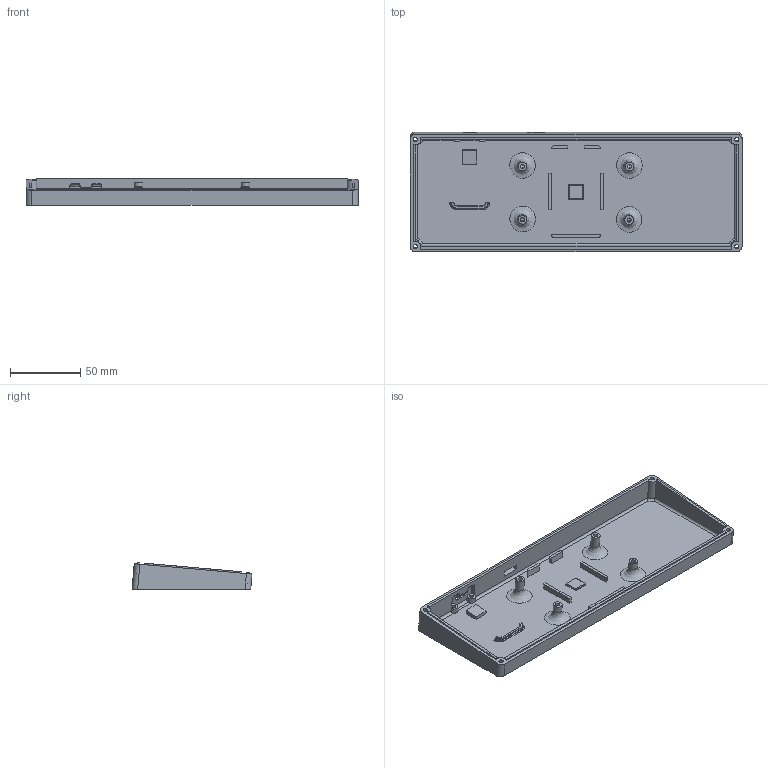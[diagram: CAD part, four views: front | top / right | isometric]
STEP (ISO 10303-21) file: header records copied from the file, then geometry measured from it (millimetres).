
FILE_DESCRIPTION(/* description */ (''),/* implementation_level */ '2;1');
FILE_NAME(/* name */ 'bottom.step',/* time_stamp */ '2021-04-07T19:18:28-07:00',/* author */ (''),/* organization */ (''),/* preprocessor_version */ 'ST-DEVELOPER v18.1',/* originating_system */ 'Autodesk Translation Framework v10.6.0.1341',/* authorisation */ '');
FILE_SCHEMA (('AUTOMOTIVE_DESIGN { 1 0 10303 214 3 1 1 }'));
Length unit declared in the file: millimetre
Products named in the file (1): VOID40_bluefruit32u4 - Bottom
Bounding box: 236.74 x 85.55 x 19.11 mm (x, y, z)
Volume: 61969.9 mm3; surface area: 61827.4 mm2
Topology: 1 solids, 1 shells, 193 faces, 481 edges, 308 vertices
Faces by surface type: plane 84, cylinder 77, bspline 14, torus 10, sphere 4, cone 4
Full cylindrical faces by diameter (mm): 2.45 x2, 2.95 x8, 5.6 x4, 6.2 x4
Entity records: 6661 total; most frequent: CARTESIAN_POINT 1996, DIRECTION 961, ORIENTED_EDGE 954, EDGE_CURVE 477, AXIS2_PLACEMENT_3D 346, VERTEX_POINT 308, LINE 269, VECTOR 269
